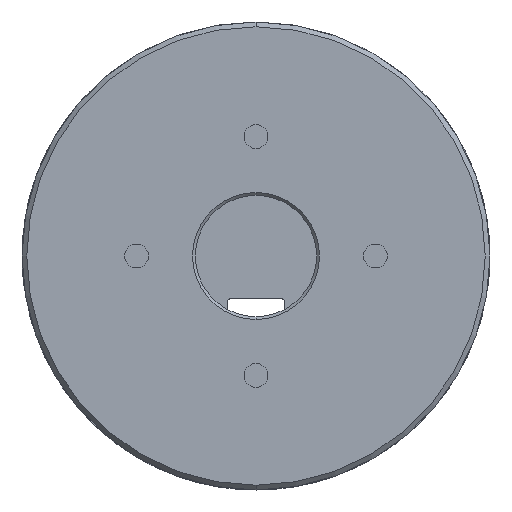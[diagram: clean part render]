
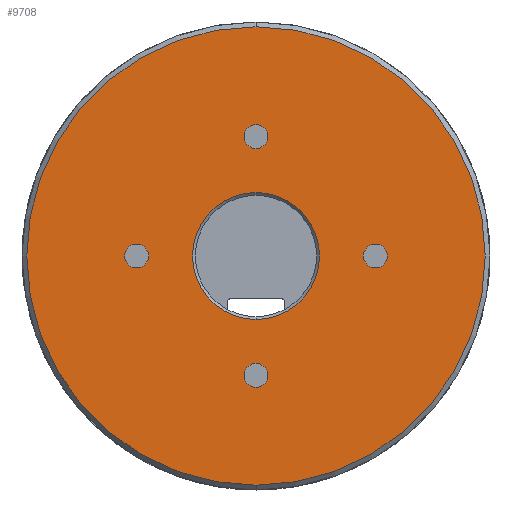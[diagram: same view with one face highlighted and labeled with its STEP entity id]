
A CAD part, left-side view. The second image highlights one B-rep face of the part: STEP entity #9708.
In plain terms, the highlighted planar face has unit normal (-1, 0, 0).
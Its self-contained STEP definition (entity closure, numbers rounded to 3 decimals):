
#1300 = FACE_BOUND ( 'NONE', #15999, .T. ) ;
#1302 = FACE_OUTER_BOUND ( 'NONE', #14140, .T. ) ;
#1303 = FACE_BOUND ( 'NONE', #14142, .T. ) ;
#1304 = FACE_BOUND ( 'NONE', #13935, .T. ) ;
#1305 = FACE_BOUND ( 'NONE', #14120, .T. ) ;
#1314 = FACE_BOUND ( 'NONE', #14141, .T. ) ;
#5333 = AXIS2_PLACEMENT_3D ( 'NONE', #13600, #13644, #13602 ) ;
#6112 = AXIS2_PLACEMENT_3D ( 'NONE', #8177, #8199, #8182 ) ;
#6141 = AXIS2_PLACEMENT_3D ( 'NONE', #14977, #14962, #14970 ) ;
#6145 = AXIS2_PLACEMENT_3D ( 'NONE', #15018, #15019, #15023 ) ;
#6146 = AXIS2_PLACEMENT_3D ( 'NONE', #14782, #14776, #14778 ) ;
#6153 = AXIS2_PLACEMENT_3D ( 'NONE', #14844, #14871, #14865 ) ;
#6154 = AXIS2_PLACEMENT_3D ( 'NONE', #14884, #14888, #14885 ) ;
#6162 = AXIS2_PLACEMENT_3D ( 'NONE', #14992, #14975, #14986 ) ;
#6174 = AXIS2_PLACEMENT_3D ( 'NONE', #14825, #14837, #14807 ) ;
#6188 = AXIS2_PLACEMENT_3D ( 'NONE', #14927, #14941, #14954 ) ;
#6189 = AXIS2_PLACEMENT_3D ( 'NONE', #14967, #14999, #15000 ) ;
#6192 = AXIS2_PLACEMENT_3D ( 'NONE', #14863, #14853, #14858 ) ;
#6194 = AXIS2_PLACEMENT_3D ( 'NONE', #14918, #14896, #14893 ) ;
#6861 = CARTESIAN_POINT ( 'NONE',  ( 0., 12.5, -1.25 ) ) ;
#6862 = CARTESIAN_POINT ( 'NONE',  ( 0., 0., -13.75 ) ) ;
#6867 = CARTESIAN_POINT ( 'NONE',  ( 0., 0., 24. ) ) ;
#6898 = CARTESIAN_POINT ( 'NONE',  ( 0., 0., 6.65 ) ) ;
#6906 = CARTESIAN_POINT ( 'NONE',  ( 0., 0., 11.25 ) ) ;
#6935 = CARTESIAN_POINT ( 'NONE',  ( 0., 0., -24. ) ) ;
#6939 = CARTESIAN_POINT ( 'NONE',  ( 0., 0., -11.25 ) ) ;
#6958 = CARTESIAN_POINT ( 'NONE',  ( 0., 0., -6.65 ) ) ;
#6973 = CARTESIAN_POINT ( 'NONE',  ( 0., -12.5, 1.25 ) ) ;
#6986 = CARTESIAN_POINT ( 'NONE',  ( 0., 12.5, 1.25 ) ) ;
#7061 = CARTESIAN_POINT ( 'NONE',  ( 0., 0., 13.75 ) ) ;
#7083 = CARTESIAN_POINT ( 'NONE',  ( 0., -12.5, -1.25 ) ) ;
#8177 = CARTESIAN_POINT ( 'NONE',  ( 0., 0., 0. ) ) ;
#8182 = DIRECTION ( 'NONE',  ( 0., 0., 1. ) ) ;
#8199 = DIRECTION ( 'NONE',  ( -1., 0., 0. ) ) ;
#9708 = ADVANCED_FACE ( 'NONE', ( #1302, #1314, #1303, #1300, #1304, #1305 ), #13598, .F. ) ;
#10813 = ORIENTED_EDGE ( 'NONE', *, *, #12335, .F. ) ;
#10828 = ORIENTED_EDGE ( 'NONE', *, *, #12302, .F. ) ;
#10829 = ORIENTED_EDGE ( 'NONE', *, *, #12325, .F. ) ;
#10830 = ORIENTED_EDGE ( 'NONE', *, *, #12274, .F. ) ;
#10865 = ORIENTED_EDGE ( 'NONE', *, *, #12247, .F. ) ;
#10866 = ORIENTED_EDGE ( 'NONE', *, *, #12260, .F. ) ;
#10877 = ORIENTED_EDGE ( 'NONE', *, *, #12306, .F. ) ;
#10879 = ORIENTED_EDGE ( 'NONE', *, *, #12339, .F. ) ;
#10913 = ORIENTED_EDGE ( 'NONE', *, *, #12337, .F. ) ;
#10918 = ORIENTED_EDGE ( 'NONE', *, *, #12292, .F. ) ;
#10922 = ORIENTED_EDGE ( 'NONE', *, *, #12353, .F. ) ;
#10925 = ORIENTED_EDGE ( 'NONE', *, *, #12286, .F. ) ;
#12247 = EDGE_CURVE ( 'NONE', #15766, #15730, #17262, .T. ) ;
#12260 = EDGE_CURVE ( 'NONE', #15817, #15721, #17236, .T. ) ;
#12274 = EDGE_CURVE ( 'NONE', #15713, #15802, #17278, .T. ) ;
#12286 = EDGE_CURVE ( 'NONE', #15716, #15732, #17232, .T. ) ;
#12292 = EDGE_CURVE ( 'NONE', #15721, #15817, #17330, .T. ) ;
#12302 = EDGE_CURVE ( 'NONE', #15849, #15916, #17326, .T. ) ;
#12306 = EDGE_CURVE ( 'NONE', #15857, #15834, #17302, .T. ) ;
#12325 = EDGE_CURVE ( 'NONE', #15732, #15716, #17338, .T. ) ;
#12335 = EDGE_CURVE ( 'NONE', #15834, #15857, #17350, .T. ) ;
#12337 = EDGE_CURVE ( 'NONE', #15916, #15849, #17405, .T. ) ;
#12339 = EDGE_CURVE ( 'NONE', #15802, #15713, #17374, .T. ) ;
#12353 = EDGE_CURVE ( 'NONE', #15730, #15766, #17382, .T. ) ;
#13598 = PLANE ( 'NONE',  #5333 ) ;
#13600 = CARTESIAN_POINT ( 'NONE',  ( 0., 24.5, 0. ) ) ;
#13602 = DIRECTION ( 'NONE',  ( 0., 0., -1. ) ) ;
#13644 = DIRECTION ( 'NONE',  ( 1., 0., 0. ) ) ;
#13935 = EDGE_LOOP ( 'NONE', ( #10813, #10877 ) ) ;
#14120 = EDGE_LOOP ( 'NONE', ( #10913, #10828 ) ) ;
#14140 = EDGE_LOOP ( 'NONE', ( #10866, #10918 ) ) ;
#14141 = EDGE_LOOP ( 'NONE', ( #10922, #10865 ) ) ;
#14142 = EDGE_LOOP ( 'NONE', ( #10829, #10925 ) ) ;
#14776 = DIRECTION ( 'NONE',  ( 1., 0., 0. ) ) ;
#14778 = DIRECTION ( 'NONE',  ( 0., 0., -1. ) ) ;
#14782 = CARTESIAN_POINT ( 'NONE',  ( 0., 0., 0. ) ) ;
#14807 = DIRECTION ( 'NONE',  ( 0., 0., 1. ) ) ;
#14825 = CARTESIAN_POINT ( 'NONE',  ( 0., 0., -12.5 ) ) ;
#14837 = DIRECTION ( 'NONE',  ( -1., 0., 0. ) ) ;
#14844 = CARTESIAN_POINT ( 'NONE',  ( 0., 0., 0. ) ) ;
#14853 = DIRECTION ( 'NONE',  ( -1., 0., 0. ) ) ;
#14858 = DIRECTION ( 'NONE',  ( 0., 0., 1. ) ) ;
#14863 = CARTESIAN_POINT ( 'NONE',  ( 0., 12.5, 0. ) ) ;
#14865 = DIRECTION ( 'NONE',  ( 0., 0., -1. ) ) ;
#14871 = DIRECTION ( 'NONE',  ( 1., 0., 0. ) ) ;
#14884 = CARTESIAN_POINT ( 'NONE',  ( 0., -12.5, 0. ) ) ;
#14885 = DIRECTION ( 'NONE',  ( 0., 0., 1. ) ) ;
#14888 = DIRECTION ( 'NONE',  ( -1., 0., 0. ) ) ;
#14893 = DIRECTION ( 'NONE',  ( 0., 0., 1. ) ) ;
#14896 = DIRECTION ( 'NONE',  ( -1., 0., 0. ) ) ;
#14918 = CARTESIAN_POINT ( 'NONE',  ( 0., 0., 12.5 ) ) ;
#14927 = CARTESIAN_POINT ( 'NONE',  ( 0., 12.5, 0. ) ) ;
#14941 = DIRECTION ( 'NONE',  ( -1., 0., 0. ) ) ;
#14954 = DIRECTION ( 'NONE',  ( 0., 0., 1. ) ) ;
#14962 = DIRECTION ( 'NONE',  ( -1., 0., 0. ) ) ;
#14967 = CARTESIAN_POINT ( 'NONE',  ( 0., -12.5, 0. ) ) ;
#14970 = DIRECTION ( 'NONE',  ( 0., 0., 1. ) ) ;
#14975 = DIRECTION ( 'NONE',  ( -1., 0., 0. ) ) ;
#14977 = CARTESIAN_POINT ( 'NONE',  ( 0., 0., -12.5 ) ) ;
#14986 = DIRECTION ( 'NONE',  ( 0., 0., 1. ) ) ;
#14992 = CARTESIAN_POINT ( 'NONE',  ( 0., 0., 12.5 ) ) ;
#14999 = DIRECTION ( 'NONE',  ( -1., 0., 0. ) ) ;
#15000 = DIRECTION ( 'NONE',  ( 0., 0., 1. ) ) ;
#15018 = CARTESIAN_POINT ( 'NONE',  ( 0., 0., 0. ) ) ;
#15019 = DIRECTION ( 'NONE',  ( -1., 0., 0. ) ) ;
#15023 = DIRECTION ( 'NONE',  ( 0., 0., 1. ) ) ;
#15713 = VERTEX_POINT ( 'NONE', #6862 ) ;
#15716 = VERTEX_POINT ( 'NONE', #6861 ) ;
#15721 = VERTEX_POINT ( 'NONE', #6867 ) ;
#15730 = VERTEX_POINT ( 'NONE', #6898 ) ;
#15732 = VERTEX_POINT ( 'NONE', #6986 ) ;
#15766 = VERTEX_POINT ( 'NONE', #6958 ) ;
#15802 = VERTEX_POINT ( 'NONE', #6939 ) ;
#15817 = VERTEX_POINT ( 'NONE', #6935 ) ;
#15834 = VERTEX_POINT ( 'NONE', #6973 ) ;
#15849 = VERTEX_POINT ( 'NONE', #6906 ) ;
#15857 = VERTEX_POINT ( 'NONE', #7083 ) ;
#15916 = VERTEX_POINT ( 'NONE', #7061 ) ;
#15999 = EDGE_LOOP ( 'NONE', ( #10879, #10830 ) ) ;
#17232 = CIRCLE ( 'NONE', #6192, 1.25 ) ;
#17236 = CIRCLE ( 'NONE', #6146, 24. ) ;
#17262 = CIRCLE ( 'NONE', #6112, 6.65 ) ;
#17278 = CIRCLE ( 'NONE', #6174, 1.25 ) ;
#17302 = CIRCLE ( 'NONE', #6154, 1.25 ) ;
#17326 = CIRCLE ( 'NONE', #6194, 1.25 ) ;
#17330 = CIRCLE ( 'NONE', #6153, 24. ) ;
#17338 = CIRCLE ( 'NONE', #6188, 1.25 ) ;
#17350 = CIRCLE ( 'NONE', #6189, 1.25 ) ;
#17374 = CIRCLE ( 'NONE', #6141, 1.25 ) ;
#17382 = CIRCLE ( 'NONE', #6145, 6.65 ) ;
#17405 = CIRCLE ( 'NONE', #6162, 1.25 ) ;
